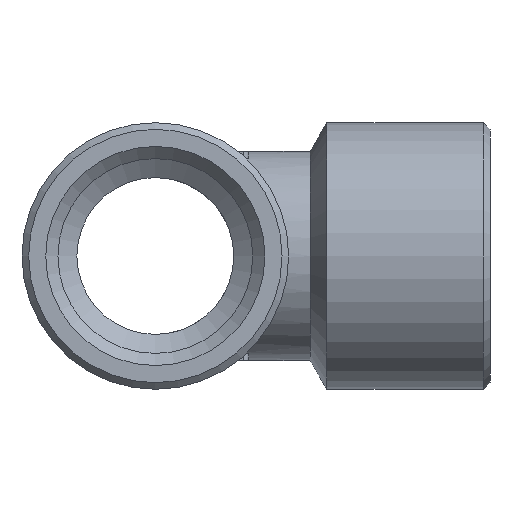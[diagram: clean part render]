
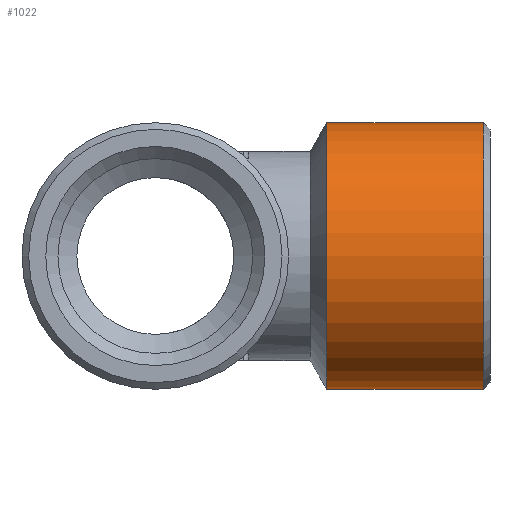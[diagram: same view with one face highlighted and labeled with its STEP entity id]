
A CAD part, left-side view. The second image highlights one B-rep face of the part: STEP entity #1022.
In plain terms, the highlighted cylindrical face has radius 12.75 mm (diameter 25.5 mm), a full revolution.
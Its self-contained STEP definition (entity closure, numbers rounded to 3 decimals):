
#455=ORIENTED_EDGE('',*,*,#610,.F.);
#456=ORIENTED_EDGE('',*,*,#609,.T.);
#609=EDGE_CURVE('',#707,#707,#761,.T.);
#610=EDGE_CURVE('',#708,#708,#762,.T.);
#707=VERTEX_POINT('',#1799);
#708=VERTEX_POINT('',#1802);
#761=CIRCLE('',#1144,12.75);
#762=CIRCLE('',#1146,12.75);
#833=EDGE_LOOP('',(#455));
#834=EDGE_LOOP('',(#456));
#921=FACE_BOUND('',#833,.T.);
#922=FACE_BOUND('',#834,.T.);
#970=CYLINDRICAL_SURFACE('',#1145,12.75);
#1022=ADVANCED_FACE('',(#921,#922),#970,.T.);
#1144=AXIS2_PLACEMENT_3D('',#1798,#1426,#1427);
#1145=AXIS2_PLACEMENT_3D('',#1800,#1428,#1429);
#1146=AXIS2_PLACEMENT_3D('',#1801,#1430,#1431);
#1426=DIRECTION('',(0.,-1.,0.));
#1427=DIRECTION('',(1.,0.,0.));
#1428=DIRECTION('',(0.,-1.,0.));
#1429=DIRECTION('',(1.,0.,0.));
#1430=DIRECTION('',(0.,-1.,0.));
#1431=DIRECTION('',(1.,0.,0.));
#1798=CARTESIAN_POINT('',(0.,-16.4,0.));
#1799=CARTESIAN_POINT('',(12.75,-16.4,0.));
#1800=CARTESIAN_POINT('',(0.,-32.,0.));
#1801=CARTESIAN_POINT('',(0.,-31.363,0.));
#1802=CARTESIAN_POINT('',(12.75,-31.363,0.));
